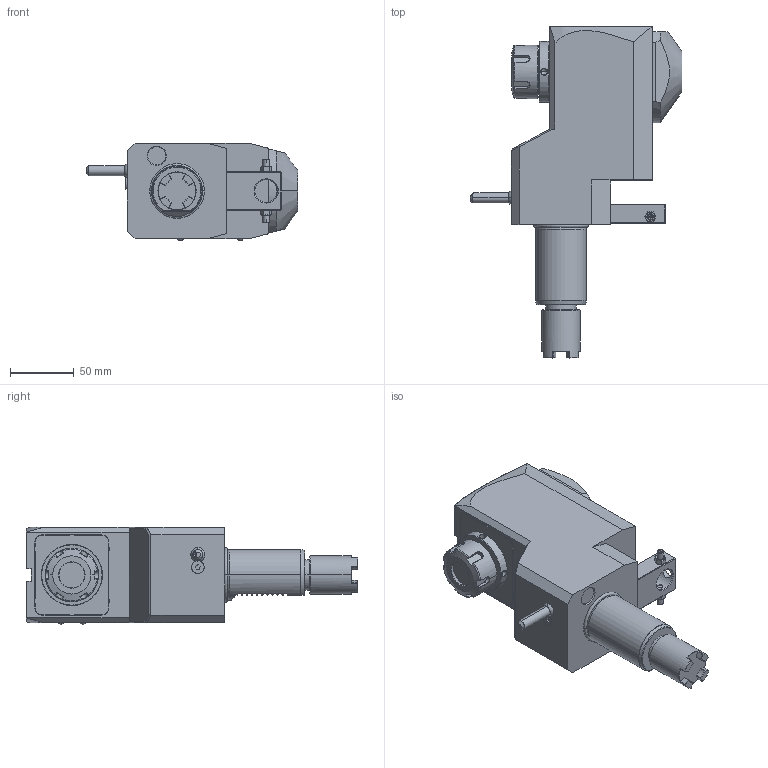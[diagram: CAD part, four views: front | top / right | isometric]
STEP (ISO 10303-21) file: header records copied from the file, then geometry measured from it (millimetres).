
FILE_DESCRIPTION((''),'2;1');
FILE_NAME('NGT1_40_451_25_2_2_120A','2017-03-21T',('vali'),('NOVA GRUP'),'PRO/ENGINEER BY PARAMETRIC TECHNOLOGY CORPORATION, 2010280','PRO/ENGINEER BY PARAMETRIC TECHNOLOGY CORPORATION, 2010280','');
FILE_SCHEMA(('CONFIG_CONTROL_DESIGN'));
Length unit declared in the file: millimetre
Products named in the file (1): NGT1_40_451_25_2_2_120A
Bounding box: 166.5 x 260.85 x 76.6 mm (x, y, z)
Volume: 1217392.8 mm3; surface area: 93511.1 mm2
Topology: 1 solids, 2 shells, 487 faces, 1232 edges, 760 vertices
Faces by surface type: plane 231, cylinder 97, cone 85, bspline 54, torus 12, sphere 6, extrusion 2
Entity records: 20327 total; most frequent: CARTESIAN_POINT 9328, ORIENTED_EDGE 2432, DIRECTION 1991, EDGE_CURVE 1216, VERTEX_POINT 760, AXIS2_PLACEMENT_3D 675, VECTOR 641, LINE 639
